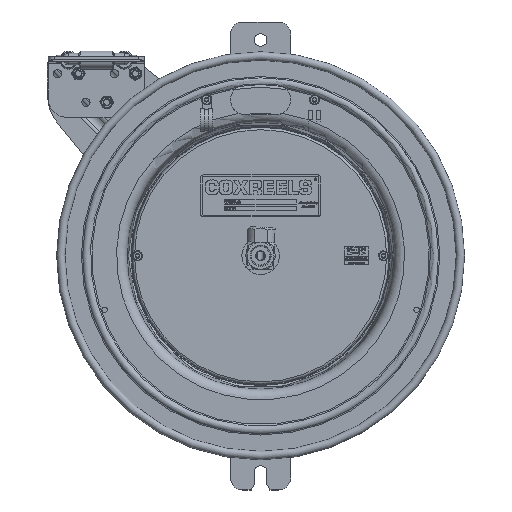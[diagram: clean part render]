
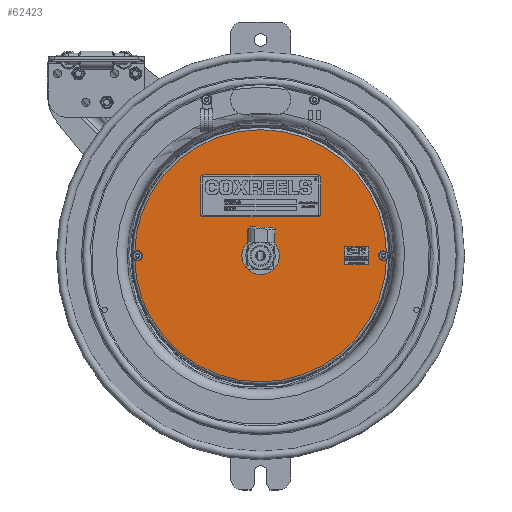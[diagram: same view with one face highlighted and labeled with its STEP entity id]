
A CAD part, top view. The second image highlights one B-rep face of the part: STEP entity #62423.
In plain terms, the highlighted planar face has unit normal (0, 0, 1).
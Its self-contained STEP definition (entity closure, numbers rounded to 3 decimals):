
#701=FACE_BOUND('',#8167,.T.);
#702=FACE_BOUND('',#8168,.T.);
#703=FACE_BOUND('',#8169,.T.);
#5563=FACE_OUTER_BOUND('',#8166,.T.);
#8166=EDGE_LOOP('',(#50954,#50955));
#8167=EDGE_LOOP('',(#50956));
#8168=EDGE_LOOP('',(#50957));
#8169=EDGE_LOOP('',(#50958));
#23147=CIRCLE('',#66353,5.255);
#23148=CIRCLE('',#66354,5.255);
#23152=CIRCLE('',#66359,0.1);
#23153=CIRCLE('',#66360,0.1);
#23154=CIRCLE('',#66361,0.65);
#27682=VERTEX_POINT('',#99513);
#27683=VERTEX_POINT('',#99514);
#27686=VERTEX_POINT('',#99523);
#27687=VERTEX_POINT('',#99525);
#27688=VERTEX_POINT('',#99527);
#37179=EDGE_CURVE('',#27682,#27683,#23147,.T.);
#37180=EDGE_CURVE('',#27683,#27682,#23148,.T.);
#37184=EDGE_CURVE('',#27686,#27686,#23152,.T.);
#37185=EDGE_CURVE('',#27687,#27687,#23153,.T.);
#37186=EDGE_CURVE('',#27688,#27688,#23154,.T.);
#50954=ORIENTED_EDGE('',*,*,#37179,.T.);
#50955=ORIENTED_EDGE('',*,*,#37180,.T.);
#50956=ORIENTED_EDGE('',*,*,#37184,.T.);
#50957=ORIENTED_EDGE('',*,*,#37185,.T.);
#50958=ORIENTED_EDGE('',*,*,#37186,.T.);
#57925=PLANE('',#66358);
#62423=ADVANCED_FACE('',(#5563,#701,#702,#703),#57925,.T.);
#66353=AXIS2_PLACEMENT_3D('',#99515,#75920,#75921);
#66354=AXIS2_PLACEMENT_3D('',#99516,#75922,#75923);
#66358=AXIS2_PLACEMENT_3D('',#99522,#75930,#75931);
#66359=AXIS2_PLACEMENT_3D('',#99524,#75932,#75933);
#66360=AXIS2_PLACEMENT_3D('',#99526,#75934,#75935);
#66361=AXIS2_PLACEMENT_3D('',#99528,#75936,#75937);
#75920=DIRECTION('center_axis',(0.,0.,
1.));
#75921=DIRECTION('ref_axis',(0.,1.,0.));
#75922=DIRECTION('center_axis',(0.,0.,
1.));
#75923=DIRECTION('ref_axis',(0.,1.,0.));
#75930=DIRECTION('center_axis',(0.,0.,
1.));
#75931=DIRECTION('ref_axis',(1.,0.,0.));
#75932=DIRECTION('center_axis',(0.,0.,
-1.));
#75933=DIRECTION('ref_axis',(0.,1.,0.));
#75934=DIRECTION('center_axis',(0.,0.,
-1.));
#75935=DIRECTION('ref_axis',(0.,1.,0.));
#75936=DIRECTION('center_axis',(0.,0.,
-1.));
#75937=DIRECTION('ref_axis',(0.,-1.,0.));
#99513=CARTESIAN_POINT('',(0.,5.255,3.117));
#99514=CARTESIAN_POINT('',(-5.255,0.,3.117));
#99515=CARTESIAN_POINT('Origin',(0.,0.,
3.117));
#99516=CARTESIAN_POINT('Origin',(0.,0.,
3.117));
#99522=CARTESIAN_POINT('Origin',(0.,2.627,
3.117));
#99523=CARTESIAN_POINT('',(5.125,0.1,3.117));
#99524=CARTESIAN_POINT('Origin',(5.125,0.,3.117));
#99525=CARTESIAN_POINT('',(-5.125,0.1,3.117));
#99526=CARTESIAN_POINT('Origin',(-5.125,0.,
3.117));
#99527=CARTESIAN_POINT('',(0.,0.65,3.117));
#99528=CARTESIAN_POINT('Origin',(0.,0.,
3.117));
